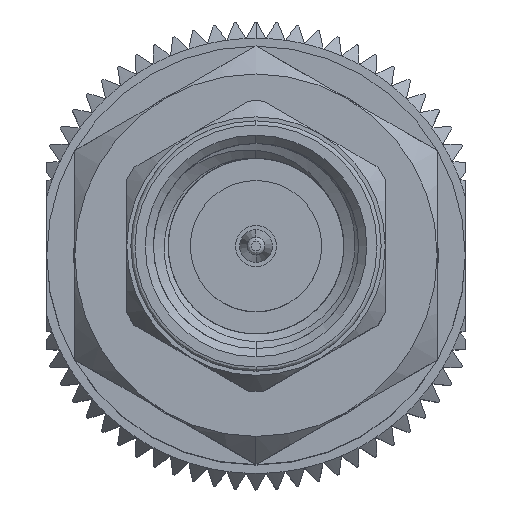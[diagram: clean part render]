
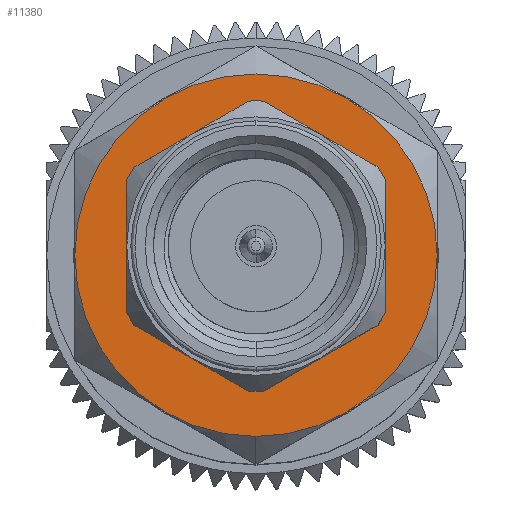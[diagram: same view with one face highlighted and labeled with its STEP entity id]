
A CAD part, top view. The second image highlights one B-rep face of the part: STEP entity #11380.
In plain terms, the highlighted face is planar.
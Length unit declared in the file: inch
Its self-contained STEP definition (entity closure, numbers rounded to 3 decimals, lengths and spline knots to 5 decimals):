
#14 = ORIENTED_EDGE ( 'NONE', *, *, #605, .F. ) ;
#554 = CIRCLE ( 'NONE', #12253, 0.22084 ) ;
#561 = AXIS2_PLACEMENT_3D ( 'NONE', #8310, #9412, #11724 ) ;
#605 = EDGE_CURVE ( 'NONE', #7438, #9727, #7157, .T. ) ;
#890 = ORIENTED_EDGE ( 'NONE', *, *, #3814, .F. ) ;
#1106 = CIRCLE ( 'NONE', #561, 0.22084 ) ;
#1182 = ORIENTED_EDGE ( 'NONE', *, *, #3673, .F. ) ;
#1263 = CARTESIAN_POINT ( 'NONE',  ( 0., 0.22084, 0. ) ) ;
#1684 = AXIS2_PLACEMENT_3D ( 'NONE', #4492, #13020, #7075 ) ;
#1802 = FACE_OUTER_BOUND ( 'NONE', #10979, .T. ) ;
#1841 = CARTESIAN_POINT ( 'NONE',  ( 0., -0.11042, -0.19125 ) ) ;
#1858 = CIRCLE ( 'NONE', #4747, 0.22084 ) ;
#1876 = CARTESIAN_POINT ( 'NONE',  ( 0., 0., 0. ) ) ;
#1950 = VERTEX_POINT ( 'NONE', #4585 ) ;
#2121 = ORIENTED_EDGE ( 'NONE', *, *, #13759, .T. ) ;
#2786 = CARTESIAN_POINT ( 'NONE',  ( 0., 0.11042, 0.19125 ) ) ;
#2825 = VERTEX_POINT ( 'NONE', #4331 ) ;
#2930 = CARTESIAN_POINT ( 'NONE',  ( 0., 0., 0. ) ) ;
#3072 = DIRECTION ( 'NONE',  ( 0., 0., -1. ) ) ;
#3294 = ORIENTED_EDGE ( 'NONE', *, *, #3862, .F. ) ;
#3673 = EDGE_CURVE ( 'NONE', #1950, #2825, #554, .T. ) ;
#3814 = EDGE_CURVE ( 'NONE', #12150, #10965, #1858, .T. ) ;
#3862 = EDGE_CURVE ( 'NONE', #9727, #5227, #1106, .T. ) ;
#3976 = EDGE_CURVE ( 'NONE', #10965, #1950, #4074, .T. ) ;
#4074 = CIRCLE ( 'NONE', #12821, 0.22084 ) ;
#4257 = ORIENTED_EDGE ( 'NONE', *, *, #3976, .F. ) ;
#4315 = PLANE ( 'NONE',  #4730 ) ;
#4331 = CARTESIAN_POINT ( 'NONE',  ( 0., -0.22084, 0. ) ) ;
#4492 = CARTESIAN_POINT ( 'NONE',  ( 0., 0., 0. ) ) ;
#4530 = DIRECTION ( 'NONE',  ( 1., 0., 0. ) ) ;
#4585 = CARTESIAN_POINT ( 'NONE',  ( 0., -0.11042, 0.19125 ) ) ;
#4645 = DIRECTION ( 'NONE',  ( 0., 0., -1. ) ) ;
#4720 = CIRCLE ( 'NONE', #1684, 0.22084 ) ;
#4730 = AXIS2_PLACEMENT_3D ( 'NONE', #1876, #10126, #6637 ) ;
#4747 = AXIS2_PLACEMENT_3D ( 'NONE', #5586, #4530, #12761 ) ;
#5227 = VERTEX_POINT ( 'NONE', #1263 ) ;
#5435 = DIRECTION ( 'NONE',  ( 1., 0., 0. ) ) ;
#5586 = CARTESIAN_POINT ( 'NONE',  ( 0., 0., 0. ) ) ;
#5621 = EDGE_CURVE ( 'NONE', #2825, #7438, #7959, .T. ) ;
#6637 = DIRECTION ( 'NONE',  ( 0., 0., -1. ) ) ;
#7075 = DIRECTION ( 'NONE',  ( 0., 0., 1. ) ) ;
#7157 = CIRCLE ( 'NONE', #8530, 0.22084 ) ;
#7438 = VERTEX_POINT ( 'NONE', #1841 ) ;
#7959 = CIRCLE ( 'NONE', #13353, 0.22084 ) ;
#8282 = CARTESIAN_POINT ( 'NONE',  ( 0., 0., 0. ) ) ;
#8310 = CARTESIAN_POINT ( 'NONE',  ( 0., 0., 0. ) ) ;
#8407 = CARTESIAN_POINT ( 'NONE',  ( 0., 0., 0. ) ) ;
#8467 = CARTESIAN_POINT ( 'NONE',  ( 0., 0.11042, -0.19125 ) ) ;
#8530 = AXIS2_PLACEMENT_3D ( 'NONE', #8282, #9535, #4645 ) ;
#9412 = DIRECTION ( 'NONE',  ( 1., 0., 0. ) ) ;
#9535 = DIRECTION ( 'NONE',  ( 1., 0., 0. ) ) ;
#9619 = DIRECTION ( 'NONE',  ( 1., 0., 0. ) ) ;
#9727 = VERTEX_POINT ( 'NONE', #8467 ) ;
#10126 = DIRECTION ( 'NONE',  ( 1., 0., 0. ) ) ;
#10705 = CARTESIAN_POINT ( 'NONE',  ( 0., 0., 0.22084 ) ) ;
#10965 = VERTEX_POINT ( 'NONE', #10705 ) ;
#10979 = EDGE_LOOP ( 'NONE', ( #3294, #14, #13651, #1182, #4257, #890, #2121 ) ) ;
#11380 = ADVANCED_FACE ( 'NONE', ( #1802 ), #4315, .F. ) ;
#11724 = DIRECTION ( 'NONE',  ( 0., 0., -1. ) ) ;
#11768 = DIRECTION ( 'NONE',  ( 1., 0., 0. ) ) ;
#11877 = DIRECTION ( 'NONE',  ( 0., 0., -1. ) ) ;
#11989 = DIRECTION ( 'NONE',  ( 0., 0., -1. ) ) ;
#12150 = VERTEX_POINT ( 'NONE', #2786 ) ;
#12253 = AXIS2_PLACEMENT_3D ( 'NONE', #2930, #5435, #3072 ) ;
#12761 = DIRECTION ( 'NONE',  ( 0., 0., -1. ) ) ;
#12821 = AXIS2_PLACEMENT_3D ( 'NONE', #8407, #9619, #11989 ) ;
#13020 = DIRECTION ( 'NONE',  ( -1., 0., 0. ) ) ;
#13353 = AXIS2_PLACEMENT_3D ( 'NONE', #15227, #11768, #11877 ) ;
#13651 = ORIENTED_EDGE ( 'NONE', *, *, #5621, .F. ) ;
#13759 = EDGE_CURVE ( 'NONE', #12150, #5227, #4720, .T. ) ;
#15227 = CARTESIAN_POINT ( 'NONE',  ( 0., 0., 0. ) ) ;
